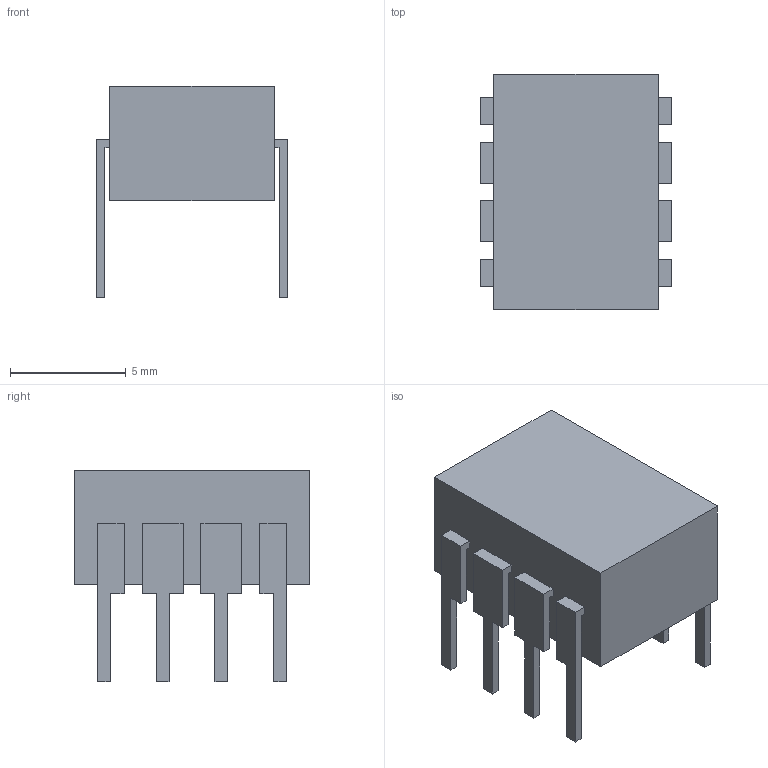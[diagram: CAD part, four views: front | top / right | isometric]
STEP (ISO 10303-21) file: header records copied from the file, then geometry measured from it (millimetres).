
FILE_DESCRIPTION( ( '' ), ' ' );
FILE_NAME( '5a77c1950f16dd0ef9750bff.step', '2018-02-05T02:29:41', ( '' ), ( '' ), ' ', ' ', ' ' );
FILE_SCHEMA( ( 'AUTOMOTIVE_DESIGN { 1 0 10303 214 1 1 1 1 }' ) );
Length unit declared in the file: metre
Products named in the file (1): Open CASCADE STEP translator 6.8 1
Bounding box: 8.25 x 10.16 x 9.15 mm (x, y, z)
Volume: 377.2 mm3; surface area: 466 mm2
Topology: 1 solids, 1 shells, 86 faces, 228 edges, 152 vertices
Faces by surface type: plane 86
Entity records: 4456 total; most frequent: CARTESIAN_POINT 467, ORIENTED_EDGE 456, DIRECTION 402, STYLED_ITEM 314, PRESENTATION_STYLE_ASSIGNMENT 314, COLOUR_RGB 314, EDGE_CURVE 228, CURVE_STYLE 228
